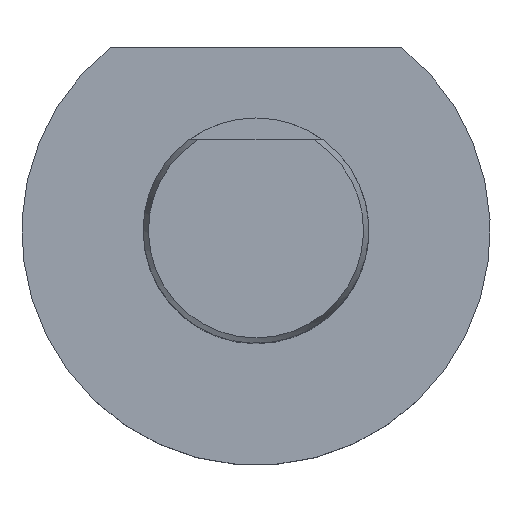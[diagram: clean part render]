
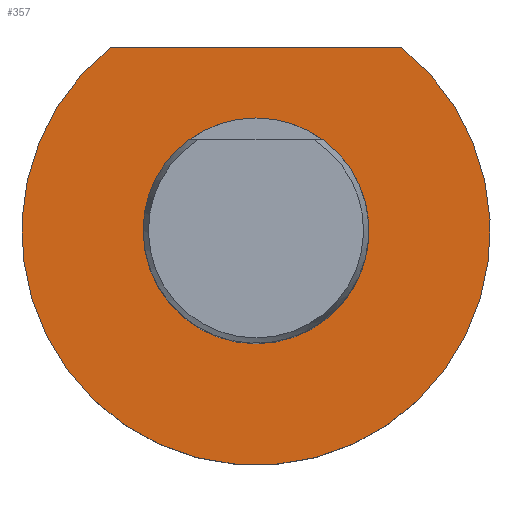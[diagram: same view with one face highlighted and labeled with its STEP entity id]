
A CAD part, top view. The second image highlights one B-rep face of the part: STEP entity #357.
In plain terms, the highlighted planar face has unit normal (0, 0, 1).
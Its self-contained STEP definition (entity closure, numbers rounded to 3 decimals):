
#185=LINE('',#2236,#265);
#265=VECTOR('',#1766,1.);
#357=ADVANCED_FACE('CU_IB_SU_3',(#536,#537),#467,.F.);
#467=PLANE('',#1547);
#536=FACE_BOUND('',#609,.T.);
#537=FACE_BOUND('',#610,.T.);
#609=EDGE_LOOP('',(#759,#760));
#610=EDGE_LOOP('',(#761));
#759=ORIENTED_EDGE('',*,*,#1242,.F.);
#760=ORIENTED_EDGE('',*,*,#1245,.T.);
#761=ORIENTED_EDGE('',*,*,#1246,.T.);
#1128=VERTEX_POINT('',#2231);
#1129=VERTEX_POINT('',#2232);
#1130=VERTEX_POINT('',#2238);
#1242=EDGE_CURVE('',#1128,#1129,#1427,.T.);
#1245=EDGE_CURVE('',#1128,#1129,#185,.T.);
#1246=EDGE_CURVE('',#1130,#1130,#1428,.T.);
#1427=CIRCLE('',#1544,41.5);
#1428=CIRCLE('',#1546,19.996);
#1544=AXIS2_PLACEMENT_3D('',#2230,#1760,#1761);
#1546=AXIS2_PLACEMENT_3D('',#2237,#1767,#1768);
#1547=AXIS2_PLACEMENT_3D('',#2239,#1769,#1770);
#1760=DIRECTION('',(0.,0.,-1.));
#1761=DIRECTION('',(-1.,0.,0.));
#1766=DIRECTION('',(-1.,0.,0.));
#1767=DIRECTION('',(0.,0.,-1.));
#1768=DIRECTION('',(-1.,0.,0.));
#1769=DIRECTION('',(0.,0.,-1.));
#1770=DIRECTION('',(-1.,0.,0.));
#2230=CARTESIAN_POINT('',(0.,0.,0.));
#2231=CARTESIAN_POINT('',(25.807,32.5,0.));
#2232=CARTESIAN_POINT('',(-25.807,32.5,0.));
#2236=CARTESIAN_POINT('',(41.5,32.5,0.));
#2237=CARTESIAN_POINT('',(0.,0.,0.));
#2238=CARTESIAN_POINT('',(-19.996,0.,0.));
#2239=CARTESIAN_POINT('',(0.,19.996,0.));
